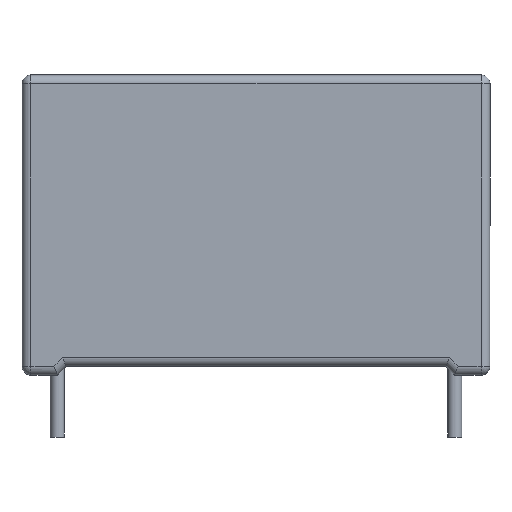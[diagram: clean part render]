
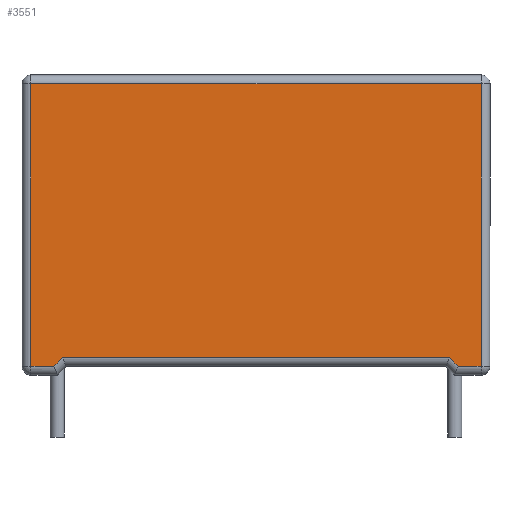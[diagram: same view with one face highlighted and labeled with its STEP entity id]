
A CAD part, front view. The second image highlights one B-rep face of the part: STEP entity #3551.
In plain terms, the highlighted planar face has unit normal (0, -1, 0).
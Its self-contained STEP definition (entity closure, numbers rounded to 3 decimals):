
#56 = CARTESIAN_POINT ( 'NONE',  ( -1.843, 0., 1.805 ) ) ;
#75 = LINE ( 'NONE', #12949, #5038 ) ;
#390 = ORIENTED_EDGE ( 'NONE', *, *, #12820, .T. ) ;
#735 = DIRECTION ( 'NONE',  ( 0., 0., 1. ) ) ;
#896 = EDGE_CURVE ( 'NONE', #9353, #7188, #75, .T. ) ;
#1306 = EDGE_CURVE ( 'NONE', #2484, #3843, #12331, .T. ) ;
#1380 = EDGE_LOOP ( 'NONE', ( #3497, #2614, #10194, #390, #11473, #5676, #3476, #4961 ) ) ;
#1434 = LINE ( 'NONE', #2250, #10389 ) ;
#1902 = CARTESIAN_POINT ( 'NONE',  ( -11.45, 0., -8. ) ) ;
#2005 = AXIS2_PLACEMENT_3D ( 'NONE', #5969, #7028, #8116 ) ;
#2250 = CARTESIAN_POINT ( 'NONE',  ( 0., 0., 8. ) ) ;
#2313 = DIRECTION ( 'NONE',  ( -1., 0., 0. ) ) ;
#2484 = VERTEX_POINT ( 'NONE', #3503 ) ;
#2614 = ORIENTED_EDGE ( 'NONE', *, *, #1306, .T. ) ;
#2780 = EDGE_CURVE ( 'NONE', #3984, #2484, #1434, .T. ) ;
#3273 = CARTESIAN_POINT ( 'NONE',  ( -12.75, 0., -8. ) ) ;
#3381 = CARTESIAN_POINT ( 'NONE',  ( -10.96, 0., -7.5 ) ) ;
#3476 = ORIENTED_EDGE ( 'NONE', *, *, #896, .T. ) ;
#3497 = ORIENTED_EDGE ( 'NONE', *, *, #2780, .T. ) ;
#3503 = CARTESIAN_POINT ( 'NONE',  ( -12.75, 0., 8. ) ) ;
#3551 = ADVANCED_FACE ( 'NONE', ( #10100 ), #3953, .F. ) ;
#3843 = VERTEX_POINT ( 'NONE', #3273 ) ;
#3953 = PLANE ( 'NONE',  #2005 ) ;
#3984 = VERTEX_POINT ( 'NONE', #7060 ) ;
#4005 = CARTESIAN_POINT ( 'NONE',  ( 12.75, 0., -8. ) ) ;
#4335 = VERTEX_POINT ( 'NONE', #3381 ) ;
#4472 = EDGE_CURVE ( 'NONE', #7188, #3984, #5721, .T. ) ;
#4481 = CARTESIAN_POINT ( 'NONE',  ( 1.843, 0., 1.805 ) ) ;
#4961 = ORIENTED_EDGE ( 'NONE', *, *, #4472, .T. ) ;
#5038 = VECTOR ( 'NONE', #7925, 1000. ) ;
#5676 = ORIENTED_EDGE ( 'NONE', *, *, #6828, .T. ) ;
#5721 = LINE ( 'NONE', #10901, #6809 ) ;
#5969 = CARTESIAN_POINT ( 'NONE',  ( 0., 0., 0. ) ) ;
#6705 = DIRECTION ( 'NONE',  ( 1., 0., 0. ) ) ;
#6809 = VECTOR ( 'NONE', #735, 1000. ) ;
#6828 = EDGE_CURVE ( 'NONE', #12612, #9353, #10506, .T. ) ;
#6867 = LINE ( 'NONE', #10863, #9621 ) ;
#6877 = VERTEX_POINT ( 'NONE', #1902 ) ;
#7028 = DIRECTION ( 'NONE',  ( 0., 1., 0. ) ) ;
#7060 = CARTESIAN_POINT ( 'NONE',  ( 12.75, 0., 8. ) ) ;
#7188 = VERTEX_POINT ( 'NONE', #4005 ) ;
#7459 = DIRECTION ( 'NONE',  ( 0., 0., -1. ) ) ;
#7539 = LINE ( 'NONE', #11582, #8400 ) ;
#7767 = DIRECTION ( 'NONE',  ( 1., 0., 0. ) ) ;
#7787 = LINE ( 'NONE', #56, #10882 ) ;
#7925 = DIRECTION ( 'NONE',  ( 1., 0., 0. ) ) ;
#8116 = DIRECTION ( 'NONE',  ( 0., 0., 1. ) ) ;
#8400 = VECTOR ( 'NONE', #6705, 1000. ) ;
#8493 = CARTESIAN_POINT ( 'NONE',  ( -12.75, 0., 0. ) ) ;
#8498 = EDGE_CURVE ( 'NONE', #3843, #6877, #7539, .T. ) ;
#8819 = VECTOR ( 'NONE', #7459, 1000. ) ;
#9028 = CARTESIAN_POINT ( 'NONE',  ( 11.45, 0., -8. ) ) ;
#9353 = VERTEX_POINT ( 'NONE', #9028 ) ;
#9493 = CARTESIAN_POINT ( 'NONE',  ( 10.96, 0., -7.5 ) ) ;
#9621 = VECTOR ( 'NONE', #7767, 1000. ) ;
#9825 = DIRECTION ( 'NONE',  ( 0.7, 0., 0.714 ) ) ;
#9953 = EDGE_CURVE ( 'NONE', #4335, #12612, #6867, .T. ) ;
#10100 = FACE_OUTER_BOUND ( 'NONE', #1380, .T. ) ;
#10194 = ORIENTED_EDGE ( 'NONE', *, *, #8498, .T. ) ;
#10389 = VECTOR ( 'NONE', #2313, 1000. ) ;
#10506 = LINE ( 'NONE', #4481, #12320 ) ;
#10863 = CARTESIAN_POINT ( 'NONE',  ( 0., 0., -7.5 ) ) ;
#10882 = VECTOR ( 'NONE', #9825, 1000. ) ;
#10901 = CARTESIAN_POINT ( 'NONE',  ( 12.75, 0., 0. ) ) ;
#11473 = ORIENTED_EDGE ( 'NONE', *, *, #9953, .T. ) ;
#11582 = CARTESIAN_POINT ( 'NONE',  ( 0., 0., -8. ) ) ;
#12320 = VECTOR ( 'NONE', #12427, 1000. ) ;
#12331 = LINE ( 'NONE', #8493, #8819 ) ;
#12427 = DIRECTION ( 'NONE',  ( 0.7, 0., -0.714 ) ) ;
#12612 = VERTEX_POINT ( 'NONE', #9493 ) ;
#12820 = EDGE_CURVE ( 'NONE', #6877, #4335, #7787, .T. ) ;
#12949 = CARTESIAN_POINT ( 'NONE',  ( 0., 0., -8. ) ) ;
